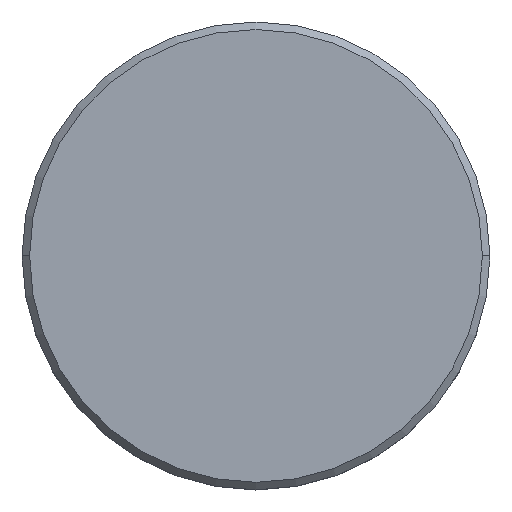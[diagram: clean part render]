
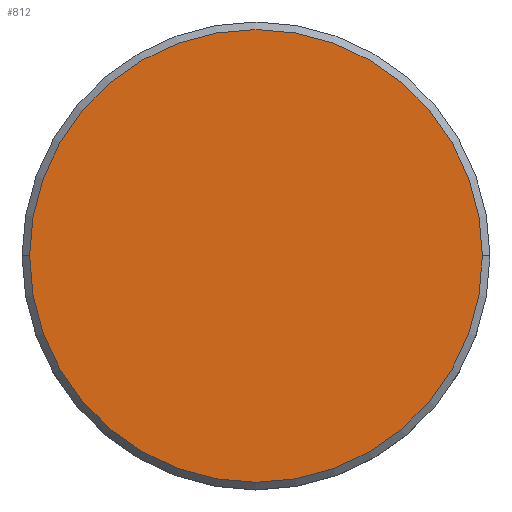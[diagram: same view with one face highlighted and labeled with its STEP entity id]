
A CAD part, top view. The second image highlights one B-rep face of the part: STEP entity #812.
In plain terms, the highlighted planar face has unit normal (0, 0, 1).
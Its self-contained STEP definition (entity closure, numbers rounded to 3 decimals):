
#11 = CARTESIAN_POINT ( 'NONE',  ( 0., 0., 0. ) ) ;
#15 = VERTEX_POINT ( 'NONE', #155 ) ;
#129 = CIRCLE ( 'NONE', #490, 15. ) ;
#138 = EDGE_CURVE ( 'NONE', #1079, #15, #129, .T. ) ;
#155 = CARTESIAN_POINT ( 'NONE',  ( 15., 0., 0. ) ) ;
#238 = DIRECTION ( 'NONE',  ( 1., 0., 0. ) ) ;
#372 = DIRECTION ( 'NONE',  ( 0., 0., 1. ) ) ;
#453 = ORIENTED_EDGE ( 'NONE', *, *, #138, .T. ) ;
#460 = CIRCLE ( 'NONE', #1123, 15. ) ;
#472 = FACE_OUTER_BOUND ( 'NONE', #773, .T. ) ;
#490 = AXIS2_PLACEMENT_3D ( 'NONE', #11, #372, #634 ) ;
#527 = CARTESIAN_POINT ( 'NONE',  ( -15., 0., 0. ) ) ;
#563 = DIRECTION ( 'NONE',  ( 0., 0., 1. ) ) ;
#571 = PLANE ( 'NONE',  #837 ) ;
#580 = DIRECTION ( 'NONE',  ( 0., 0., 1. ) ) ;
#634 = DIRECTION ( 'NONE',  ( 1., 0., 0. ) ) ;
#656 = CARTESIAN_POINT ( 'NONE',  ( 0., 0., 0. ) ) ;
#664 = CARTESIAN_POINT ( 'NONE',  ( 0., 0., 0. ) ) ;
#744 = EDGE_CURVE ( 'NONE', #15, #1079, #460, .T. ) ;
#773 = EDGE_LOOP ( 'NONE', ( #453, #1159 ) ) ;
#812 = ADVANCED_FACE ( 'NONE', ( #472 ), #571, .T. ) ;
#835 = DIRECTION ( 'NONE',  ( 1., 0., 0. ) ) ;
#837 = AXIS2_PLACEMENT_3D ( 'NONE', #656, #563, #238 ) ;
#1079 = VERTEX_POINT ( 'NONE', #527 ) ;
#1123 = AXIS2_PLACEMENT_3D ( 'NONE', #664, #580, #835 ) ;
#1159 = ORIENTED_EDGE ( 'NONE', *, *, #744, .T. ) ;
